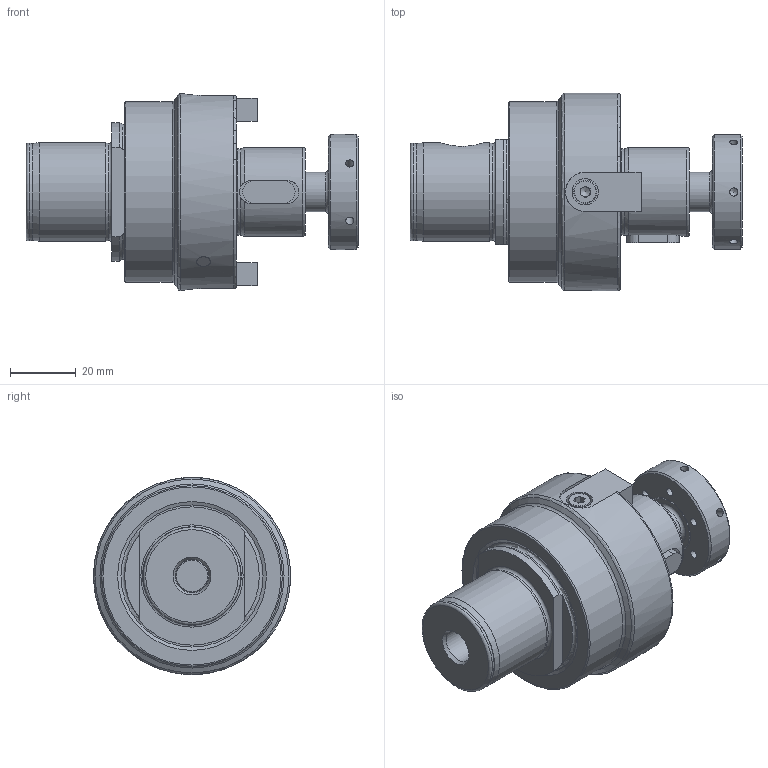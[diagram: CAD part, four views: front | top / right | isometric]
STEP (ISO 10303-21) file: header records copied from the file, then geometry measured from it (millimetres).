
FILE_DESCRIPTION (( 'STEP AP214' ), '1' );
FILE_NAME ('MB5.D27.K01.034.STEP', '2021-02-16T11:29:39', ( '' ), ( '' ), 'SwSTEP 2.0', 'SolidWorks 2017', '' );
FILE_SCHEMA (( 'AUTOMOTIVE_DESIGN' ));
Length unit declared in the file: millimetre
Products named in the file (8): D27-ER1.K61.018; D27-ER2.002.012_A; D27-ER3.001.018_A; MB5.D27.K01.034; D27-ER1.K62.009_A; MB5-D27.K01.034_C; D27-ER1.K63.018_A; ISO 4762 - M4 x 10
Assembly tree (9 placements, depth 3):
  MB5.D27.K01.034
    MB5-D27.K01.034_C
    D27-ER1.K61.018
      D27-ER1.K63.018_A
      D27-ER1.K62.009_A
    D27-ER2.002.012_A  x2
    D27-ER3.001.018_A
    ISO 4762 - M4 x 10  x2
Bounding box: 101 x 60 x 60 mm (x, y, z)
Volume: 125987.2 mm3; surface area: 29726.1 mm2
Topology: 8 solids, 8 shells, 213 faces, 503 edges, 305 vertices
Faces by surface type: plane 77, cylinder 66, cone 52, torus 18
Full cylindrical faces by diameter (mm): 2.5 x12, 3.3 x2, 4 x2, 4.2 x8, 4.5 x2, 7 x2, 8 x3, 10.25 x1, 12 x1, 13 x1, 17 x1, 18 x1, 26.3 x1, 27 x1, 30 x1, 35 x1, 55 x1, 60 x1
Entity records: 6141 total; most frequent: CARTESIAN_POINT 2225, DIRECTION 722, ORIENTED_EDGE 626, AXIS2_PLACEMENT_3D 317, EDGE_CURVE 313, EDGE_LOOP 301, FACE_OUTER_BOUND 234, VERTEX_POINT 232
